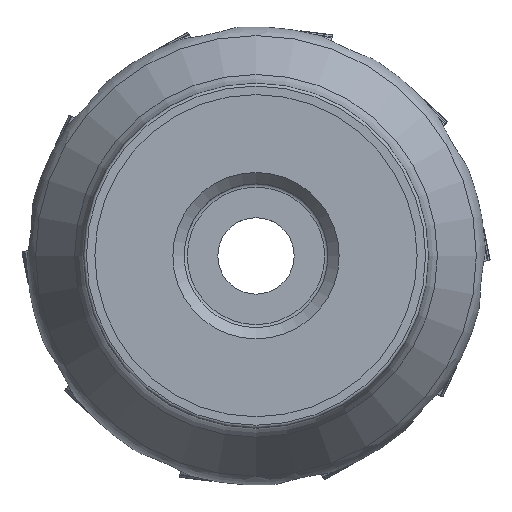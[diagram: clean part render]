
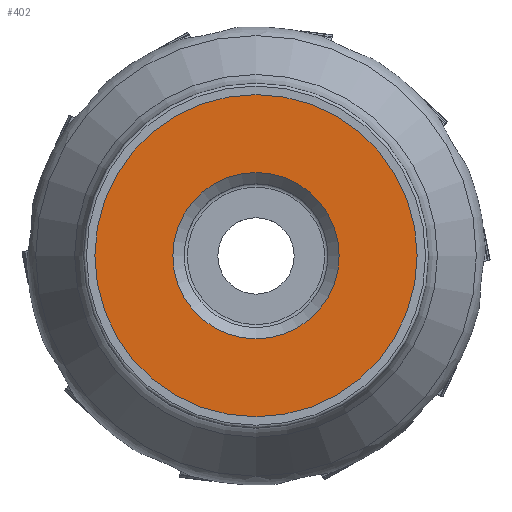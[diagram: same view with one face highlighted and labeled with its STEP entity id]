
A CAD part, top view. The second image highlights one B-rep face of the part: STEP entity #402.
In plain terms, the highlighted planar face has unit normal (0, 0, 1).
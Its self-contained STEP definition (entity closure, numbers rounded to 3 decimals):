
#259=FACE_BOUND('',#928,.T.);
#260=FACE_BOUND('',#929,.T.);
#402=ADVANCED_FACE('CLONE_TP_FACE',(#259,#260),#563,.T.);
#563=PLANE('',#4512);
#928=EDGE_LOOP('',(#2141));
#929=EDGE_LOOP('',(#2142));
#1163=CIRCLE('',#4490,28.48);
#1164=CIRCLE('',#4492,14.705);
#2141=ORIENTED_EDGE('',*,*,#3625,.T.);
#2142=ORIENTED_EDGE('',*,*,#3626,.T.);
#3136=VERTEX_POINT('',#6899);
#3137=VERTEX_POINT('',#6902);
#3625=EDGE_CURVE('',#3136,#3136,#1163,.T.);
#3626=EDGE_CURVE('',#3137,#3137,#1164,.T.);
#4490=AXIS2_PLACEMENT_3D('',#6898,#5176,#5177);
#4492=AXIS2_PLACEMENT_3D('',#6901,#5180,#5181);
#4512=AXIS2_PLACEMENT_3D('',#6931,#5220,#5221);
#5176=DIRECTION('',(0.,0.,1.));
#5177=DIRECTION('',(0.,1.,0.));
#5180=DIRECTION('',(0.,0.,-1.));
#5181=DIRECTION('',(0.,1.,0.));
#5220=DIRECTION('',(0.,0.,1.));
#5221=DIRECTION('',(0.,1.,0.));
#6898=CARTESIAN_POINT('',(0.,0.,0.));
#6899=CARTESIAN_POINT('',(0.,28.48,0.));
#6901=CARTESIAN_POINT('',(0.,0.,
0.));
#6902=CARTESIAN_POINT('',(0.,14.705,0.));
#6931=CARTESIAN_POINT('',(12.705,0.,0.));
